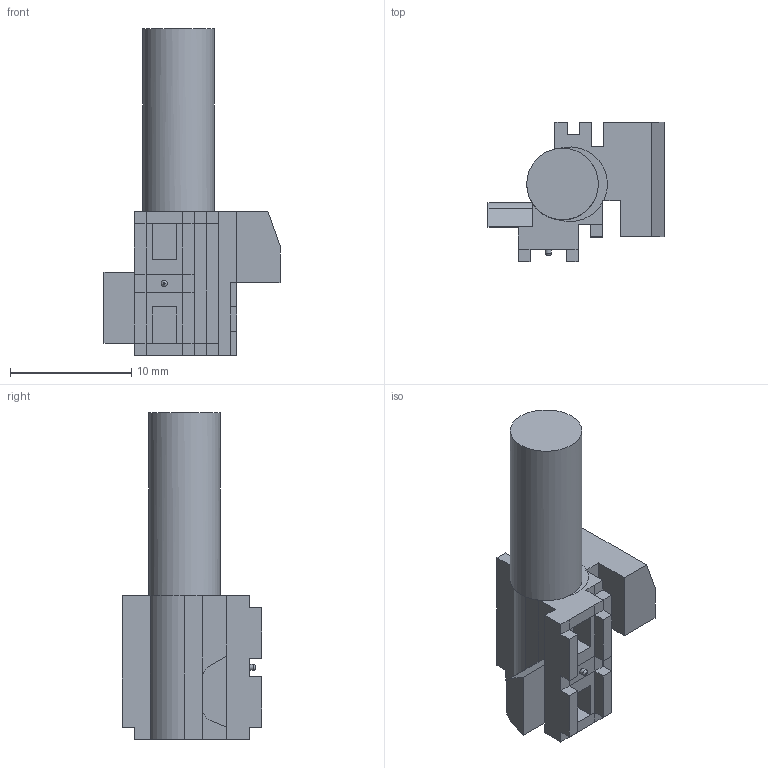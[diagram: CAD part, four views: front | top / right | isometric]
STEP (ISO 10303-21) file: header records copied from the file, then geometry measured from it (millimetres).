
FILE_DESCRIPTION(('FreeCAD Model'),'2;1');
FILE_NAME('Open CASCADE Shape Model','2025-02-20T11:40:25',(''),(''), 'Open CASCADE STEP processor 7.8','FreeCAD','Unknown');
FILE_SCHEMA(('AUTOMOTIVE_DESIGN { 1 0 10303 214 1 1 1 1 }'));
Length unit declared in the file: millimetre
Products named in the file (1): Fillet003
Bounding box: 14.53 x 11.48 x 26.97 mm (x, y, z)
Volume: 1141.5 mm3; surface area: 1352.1 mm2
Topology: 1 solids, 1 shells, 116 faces, 295 edges, 183 vertices
Faces by surface type: plane 108, cylinder 6, revolution 1, torus 1
Full cylindrical faces by diameter (mm): 0.5 x1, 4.636 x1, 5.905 x1
Entity records: 7191 total; most frequent: CARTESIAN_POINT 1488, DIRECTION 974, LINE 683, VECTOR 683, ORIENTED_EDGE 590, PCURVE 590, DEFINITIONAL_REPRESENTATION 590, EDGE_CURVE 295
